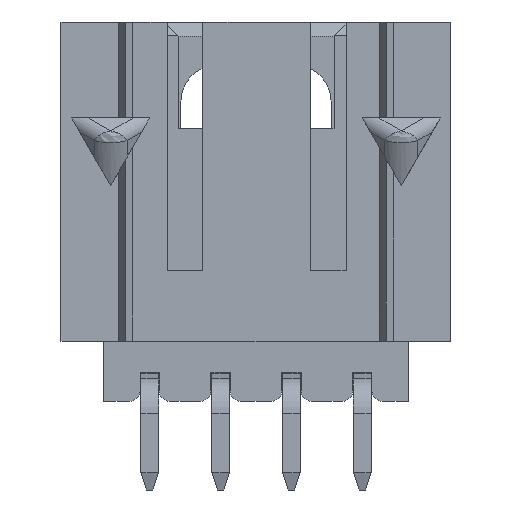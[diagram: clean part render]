
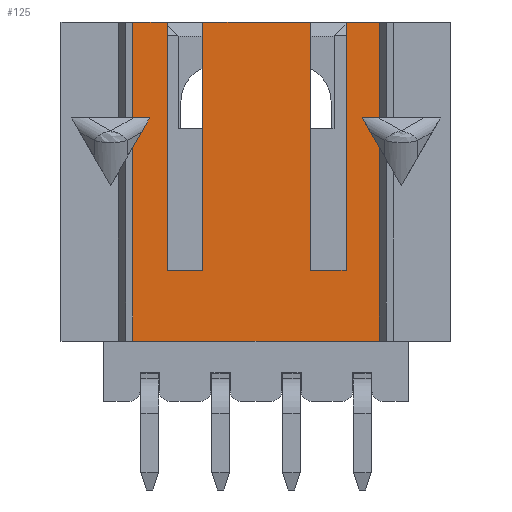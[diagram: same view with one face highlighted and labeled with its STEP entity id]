
A CAD part, front view. The second image highlights one B-rep face of the part: STEP entity #125.
In plain terms, the highlighted planar face has unit normal (0, -1, 0).
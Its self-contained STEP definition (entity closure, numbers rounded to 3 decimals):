
#125=ADVANCED_FACE('',(#389),#390,.T.);
#389=FACE_OUTER_BOUND('',#856,.T.);
#390=PLANE('',#857);
#856=EDGE_LOOP('',(#1597,#1598,#1599,#1600,#1601,#1602,#1603,#1604,#1605,#1606,#1607,#1608,#1609,#1610,#1611,#1612,#1613,#1614));
#857=AXIS2_PLACEMENT_3D('',#1615,#1616,#1617);
#1597=ORIENTED_EDGE('',*,*,#3397,.F.);
#1598=ORIENTED_EDGE('',*,*,#3398,.F.);
#1599=ORIENTED_EDGE('',*,*,#3391,.F.);
#1600=ORIENTED_EDGE('',*,*,#3360,.T.);
#1601=ORIENTED_EDGE('',*,*,#3322,.T.);
#1602=ORIENTED_EDGE('',*,*,#3399,.F.);
#1603=ORIENTED_EDGE('',*,*,#3362,.F.);
#1604=ORIENTED_EDGE('',*,*,#3396,.T.);
#1605=ORIENTED_EDGE('',*,*,#3334,.F.);
#1606=ORIENTED_EDGE('',*,*,#3400,.F.);
#1607=ORIENTED_EDGE('',*,*,#3380,.F.);
#1608=ORIENTED_EDGE('',*,*,#3401,.T.);
#1609=ORIENTED_EDGE('',*,*,#3402,.F.);
#1610=ORIENTED_EDGE('',*,*,#3403,.F.);
#1611=ORIENTED_EDGE('',*,*,#3404,.T.);
#1612=ORIENTED_EDGE('',*,*,#3405,.T.);
#1613=ORIENTED_EDGE('',*,*,#3406,.F.);
#1614=ORIENTED_EDGE('',*,*,#3407,.F.);
#1615=CARTESIAN_POINT('',(-6.35,-2.54,5.715));
#1616=DIRECTION('',(0.0,-1.0,0.0));
#1617=DIRECTION('',(0.0,0.0,-1.0));
#3322=EDGE_CURVE('',#3990,#3988,#3991,.T.);
#3334=EDGE_CURVE('',#4012,#4014,#4015,.T.);
#3360=EDGE_CURVE('',#4061,#3990,#4062,.T.);
#3362=EDGE_CURVE('',#4064,#4065,#4066,.T.);
#3380=EDGE_CURVE('',#4099,#4101,#4102,.T.);
#3391=EDGE_CURVE('',#4061,#4122,#4123,.T.);
#3396=EDGE_CURVE('',#4064,#4014,#4130,.T.);
#3397=EDGE_CURVE('',#4131,#4132,#4133,.T.);
#3398=EDGE_CURVE('',#4122,#4131,#4134,.T.);
#3399=EDGE_CURVE('',#4065,#3988,#4135,.T.);
#3400=EDGE_CURVE('',#4101,#4012,#4136,.T.);
#3401=EDGE_CURVE('',#4099,#4137,#4138,.T.);
#3402=EDGE_CURVE('',#4139,#4137,#4140,.T.);
#3403=EDGE_CURVE('',#4141,#4139,#4142,.T.);
#3404=EDGE_CURVE('',#4141,#4143,#4144,.T.);
#3405=EDGE_CURVE('',#4143,#4145,#4146,.T.);
#3406=EDGE_CURVE('',#4147,#4145,#4148,.T.);
#3407=EDGE_CURVE('',#4132,#4147,#4149,.T.);
#3988=VERTEX_POINT('',#4993);
#3990=VERTEX_POINT('',#4996);
#3991=LINE('',#4997,#4998);
#4012=VERTEX_POINT('',#5029);
#4014=VERTEX_POINT('',#5032);
#4015=LINE('',#5033,#5034);
#4061=VERTEX_POINT('',#5105);
#4062=LINE('',#5106,#5107);
#4064=VERTEX_POINT('',#5110);
#4065=VERTEX_POINT('',#5111);
#4066=LINE('',#5112,#5113);
#4099=VERTEX_POINT('',#5162);
#4101=VERTEX_POINT('',#5165);
#4102=LINE('',#5166,#5167);
#4122=VERTEX_POINT('',#5197);
#4123=LINE('',#5198,#5199);
#4130=LINE('',#5210,#5211);
#4131=VERTEX_POINT('',#5212);
#4132=VERTEX_POINT('',#5213);
#4133=LINE('',#5214,#5215);
#4134=LINE('',#5216,#5217);
#4135=LINE('',#5218,#5219);
#4136=LINE('',#5220,#5221);
#4137=VERTEX_POINT('',#5222);
#4138=LINE('',#5223,#5224);
#4139=VERTEX_POINT('',#5225);
#4140=LINE('',#5226,#5227);
#4141=VERTEX_POINT('',#5228);
#4142=LINE('',#5229,#5230);
#4143=VERTEX_POINT('',#5231);
#4144=LINE('',#5232,#5233);
#4145=VERTEX_POINT('',#5234);
#4146=LINE('',#5235,#5236);
#4147=VERTEX_POINT('',#5237);
#4148=LINE('',#5238,#5239);
#4149=LINE('',#5240,#5241);
#4993=CARTESIAN_POINT('',(1.956,-2.54,-3.175));
#4996=CARTESIAN_POINT('',(3.226,-2.54,-3.175));
#4997=CARTESIAN_POINT('',(3.226,-2.54,-3.175));
#4998=VECTOR('',#6500,1.27);
#5029=CARTESIAN_POINT('',(-3.175,-2.54,-3.175));
#5032=CARTESIAN_POINT('',(-1.905,-2.54,-3.175));
#5033=CARTESIAN_POINT('',(-3.175,-2.54,-3.175));
#5034=VECTOR('',#6512,1.27);
#5105=CARTESIAN_POINT('',(3.226,-2.54,5.715));
#5106=CARTESIAN_POINT('',(3.226,-2.54,5.715));
#5107=VECTOR('',#6538,8.89);
#5110=CARTESIAN_POINT('',(-1.905,-2.54,5.715));
#5111=CARTESIAN_POINT('',(1.956,-2.54,5.715));
#5112=CARTESIAN_POINT('',(-1.905,-2.54,5.715));
#5113=VECTOR('',#6540,3.861);
#5162=CARTESIAN_POINT('',(-4.42,-2.54,5.715));
#5165=CARTESIAN_POINT('',(-3.175,-2.54,5.715));
#5166=CARTESIAN_POINT('',(-4.42,-2.54,5.715));
#5167=VECTOR('',#6558,1.245);
#5197=CARTESIAN_POINT('',(4.42,-2.54,5.715));
#5198=CARTESIAN_POINT('',(3.226,-2.54,5.715));
#5199=VECTOR('',#6569,1.194);
#5210=CARTESIAN_POINT('',(-1.905,-2.54,5.715));
#5211=VECTOR('',#6574,8.89);
#5212=CARTESIAN_POINT('',(4.42,-2.54,2.28));
#5213=CARTESIAN_POINT('',(3.81,-2.54,2.28));
#5214=CARTESIAN_POINT('',(4.42,-2.54,2.28));
#5215=VECTOR('',#6575,0.61);
#5216=CARTESIAN_POINT('',(4.42,-2.54,5.715));
#5217=VECTOR('',#6576,3.435);
#5218=CARTESIAN_POINT('',(1.956,-2.54,5.715));
#5219=VECTOR('',#6577,8.89);
#5220=CARTESIAN_POINT('',(-3.175,-2.54,5.715));
#5221=VECTOR('',#6578,8.89);
#5222=CARTESIAN_POINT('',(-4.42,-2.54,2.28));
#5223=CARTESIAN_POINT('',(-4.42,-2.54,5.715));
#5224=VECTOR('',#6579,3.435);
#5225=CARTESIAN_POINT('',(-3.81,-2.54,2.28));
#5226=CARTESIAN_POINT('',(-3.81,-2.54,2.28));
#5227=VECTOR('',#6580,0.61);
#5228=CARTESIAN_POINT('',(-4.42,-2.54,1.224));
#5229=CARTESIAN_POINT('',(-4.42,-2.54,1.224));
#5230=VECTOR('',#6581,1.219);
#5231=CARTESIAN_POINT('',(-4.42,-2.54,-5.715));
#5232=CARTESIAN_POINT('',(-4.42,-2.54,1.224));
#5233=VECTOR('',#6582,6.939);
#5234=CARTESIAN_POINT('',(4.42,-2.54,-5.715));
#5235=CARTESIAN_POINT('',(-4.42,-2.54,-5.715));
#5236=VECTOR('',#6583,8.839);
#5237=CARTESIAN_POINT('',(4.42,-2.54,1.224));
#5238=CARTESIAN_POINT('',(4.42,-2.54,1.224));
#5239=VECTOR('',#6584,6.939);
#5240=CARTESIAN_POINT('',(3.81,-2.54,2.28));
#5241=VECTOR('',#6585,1.219);
#6500=DIRECTION('',(-1.0,0.0,0.0));
#6512=DIRECTION('',(1.0,0.0,0.0));
#6538=DIRECTION('',(0.0,0.0,-1.0));
#6540=DIRECTION('',(1.0,0.0,0.0));
#6558=DIRECTION('',(1.0,0.0,0.0));
#6569=DIRECTION('',(1.0,0.0,0.0));
#6574=DIRECTION('',(0.0,0.0,-1.0));
#6575=DIRECTION('',(-1.0,0.0,0.0));
#6576=DIRECTION('',(0.0,0.0,-1.0));
#6577=DIRECTION('',(0.0,0.0,-1.0));
#6578=DIRECTION('',(0.0,0.0,-1.0));
#6579=DIRECTION('',(0.0,0.0,-1.0));
#6580=DIRECTION('',(-1.0,0.0,0.0));
#6581=DIRECTION('',(0.5,0.0,0.866));
#6582=DIRECTION('',(0.0,0.0,-1.0));
#6583=DIRECTION('',(1.0,0.0,0.0));
#6584=DIRECTION('',(0.0,0.0,-1.0));
#6585=DIRECTION('',(0.5,0.0,-0.866));
